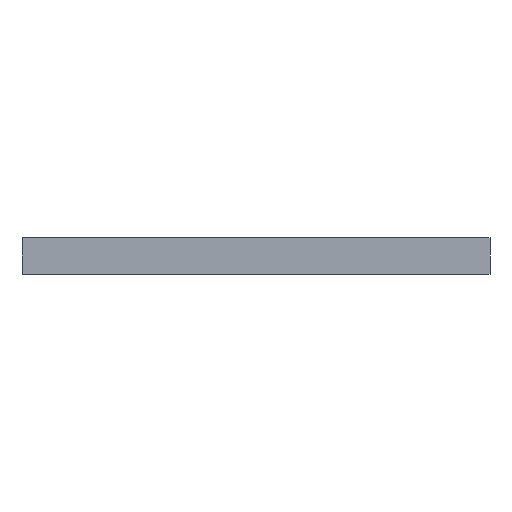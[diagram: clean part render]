
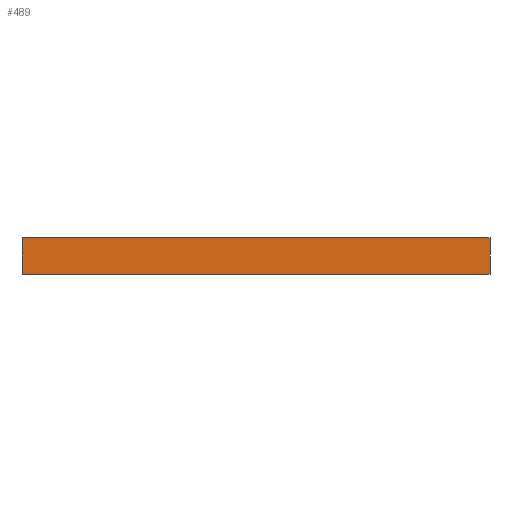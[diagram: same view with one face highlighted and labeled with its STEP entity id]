
A CAD part, front view. The second image highlights one B-rep face of the part: STEP entity #489.
In plain terms, the highlighted planar face has unit normal (0, -1, 0).
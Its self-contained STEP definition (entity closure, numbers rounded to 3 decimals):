
#15 = VERTEX_POINT ( 'NONE', #1615 ) ;
#16 = VECTOR ( 'NONE', #460, 1000. ) ;
#77 = FACE_OUTER_BOUND ( 'NONE', #2394, .T. ) ;
#111 = VECTOR ( 'NONE', #210, 1000. ) ;
#210 = DIRECTION ( 'NONE',  ( 0., 0., 1. ) ) ;
#460 = DIRECTION ( 'NONE',  ( -1., 0., 0. ) ) ;
#489 = ADVANCED_FACE ( 'NONE', ( #77 ), #1360, .F. ) ;
#526 = DIRECTION ( 'NONE',  ( 1., 0., 0. ) ) ;
#602 = LINE ( 'NONE', #616, #1609 ) ;
#616 = CARTESIAN_POINT ( 'NONE',  ( -33., -33., 6. ) ) ;
#684 = DIRECTION ( 'NONE',  ( 0., 0., 1. ) ) ;
#699 = VERTEX_POINT ( 'NONE', #1236 ) ;
#725 = EDGE_CURVE ( 'NONE', #1855, #699, #1713, .T. ) ;
#762 = EDGE_CURVE ( 'NONE', #1991, #15, #1078, .T. ) ;
#1078 = LINE ( 'NONE', #1249, #1795 ) ;
#1106 = CARTESIAN_POINT ( 'NONE',  ( -33., -33., 0. ) ) ;
#1169 = ORIENTED_EDGE ( 'NONE', *, *, #762, .T. ) ;
#1236 = CARTESIAN_POINT ( 'NONE',  ( -109., -33., 6. ) ) ;
#1249 = CARTESIAN_POINT ( 'NONE',  ( -33., -33., 0. ) ) ;
#1360 = PLANE ( 'NONE',  #1914 ) ;
#1397 = DIRECTION ( 'NONE',  ( -1., 0., 0. ) ) ;
#1464 = CARTESIAN_POINT ( 'NONE',  ( -109., -33., 0. ) ) ;
#1468 = ORIENTED_EDGE ( 'NONE', *, *, #2363, .F. ) ;
#1609 = VECTOR ( 'NONE', #1397, 1000. ) ;
#1615 = CARTESIAN_POINT ( 'NONE',  ( -33., -33., 6. ) ) ;
#1668 = CARTESIAN_POINT ( 'NONE',  ( -33., -33., 0. ) ) ;
#1713 = LINE ( 'NONE', #1464, #111 ) ;
#1795 = VECTOR ( 'NONE', #684, 1000. ) ;
#1848 = CARTESIAN_POINT ( 'NONE',  ( -109., -33., 0. ) ) ;
#1855 = VERTEX_POINT ( 'NONE', #1848 ) ;
#1886 = LINE ( 'NONE', #1668, #16 ) ;
#1914 = AXIS2_PLACEMENT_3D ( 'NONE', #1950, #1923, #526 ) ;
#1923 = DIRECTION ( 'NONE',  ( 0., 1., 0. ) ) ;
#1940 = EDGE_CURVE ( 'NONE', #15, #699, #602, .T. ) ;
#1950 = CARTESIAN_POINT ( 'NONE',  ( -33., -33., 0. ) ) ;
#1953 = ORIENTED_EDGE ( 'NONE', *, *, #725, .F. ) ;
#1991 = VERTEX_POINT ( 'NONE', #1106 ) ;
#2283 = ORIENTED_EDGE ( 'NONE', *, *, #1940, .T. ) ;
#2363 = EDGE_CURVE ( 'NONE', #1991, #1855, #1886, .T. ) ;
#2394 = EDGE_LOOP ( 'NONE', ( #1468, #1169, #2283, #1953 ) ) ;
